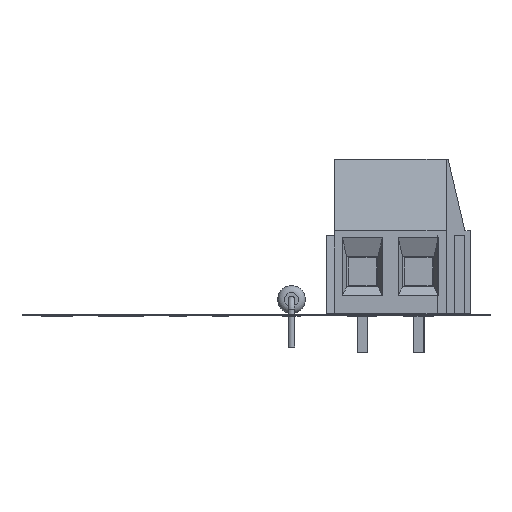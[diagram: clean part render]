
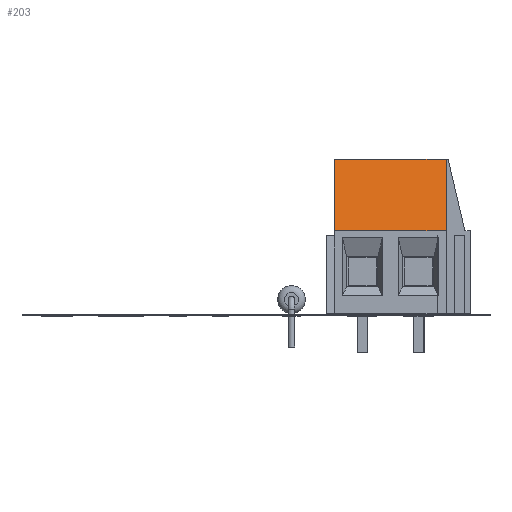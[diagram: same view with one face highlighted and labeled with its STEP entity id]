
A CAD part, left-side view. The second image highlights one B-rep face of the part: STEP entity #203.
In plain terms, the highlighted face is planar.
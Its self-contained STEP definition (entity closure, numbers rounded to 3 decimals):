
#111 = EDGE_CURVE('',#112,#114,#116,.T.);
#112 = VERTEX_POINT('',#113);
#113 = CARTESIAN_POINT('',(-2.5,-2.6,13.8));
#114 = VERTEX_POINT('',#115);
#115 = CARTESIAN_POINT('',(-2.5,-4.1,7.4));
#116 = LINE('',#117,#118);
#117 = CARTESIAN_POINT('',(-2.5,-2.6,13.8));
#118 = VECTOR('',#119,1.);
#119 = DIRECTION('',(0.,-0.228,-0.974));
#203 = ADVANCED_FACE('',(#204),#229,.F.);
#204 = FACE_BOUND('',#205,.F.);
#205 = EDGE_LOOP('',(#206,#214,#222,#228));
#206 = ORIENTED_EDGE('',*,*,#207,.T.);
#207 = EDGE_CURVE('',#112,#208,#210,.T.);
#208 = VERTEX_POINT('',#209);
#209 = CARTESIAN_POINT('',(7.5,-2.6,13.8));
#210 = LINE('',#211,#212);
#211 = CARTESIAN_POINT('',(-2.5,-2.6,13.8));
#212 = VECTOR('',#213,1.);
#213 = DIRECTION('',(1.,0.,0.));
#214 = ORIENTED_EDGE('',*,*,#215,.T.);
#215 = EDGE_CURVE('',#208,#216,#218,.T.);
#216 = VERTEX_POINT('',#217);
#217 = CARTESIAN_POINT('',(7.5,-4.1,7.4));
#218 = LINE('',#219,#220);
#219 = CARTESIAN_POINT('',(7.5,-2.6,13.8));
#220 = VECTOR('',#221,1.);
#221 = DIRECTION('',(0.,-0.228,-0.974));
#222 = ORIENTED_EDGE('',*,*,#223,.F.);
#223 = EDGE_CURVE('',#114,#216,#224,.T.);
#224 = LINE('',#225,#226);
#225 = CARTESIAN_POINT('',(-2.5,-4.1,7.4));
#226 = VECTOR('',#227,1.);
#227 = DIRECTION('',(1.,0.,0.));
#228 = ORIENTED_EDGE('',*,*,#111,.F.);
#229 = PLANE('',#230);
#230 = AXIS2_PLACEMENT_3D('',#231,#232,#233);
#231 = CARTESIAN_POINT('',(-2.5,-2.6,13.8));
#232 = DIRECTION('',(0.,0.974,-0.228));
#233 = DIRECTION('',(0.,-0.228,-0.974));
